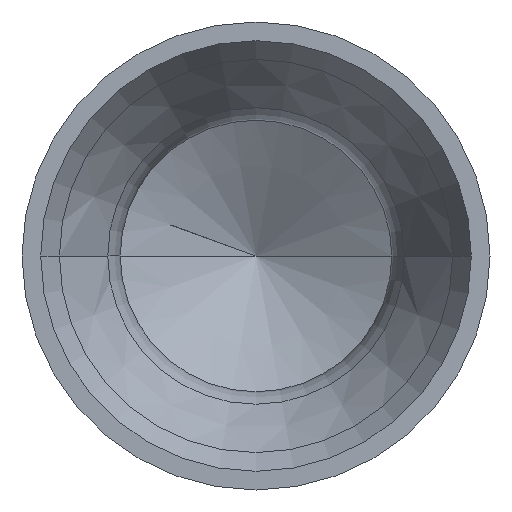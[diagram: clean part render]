
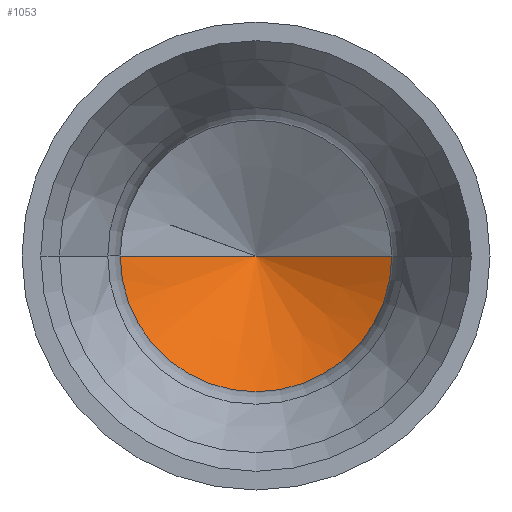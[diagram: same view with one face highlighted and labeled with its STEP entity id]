
A CAD part, front view. The second image highlights one B-rep face of the part: STEP entity #1053.
In plain terms, the highlighted conical face has half-angle 60 degrees and reference radius 0.374 mm.
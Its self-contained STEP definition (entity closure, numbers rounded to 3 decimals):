
#437=DIRECTION('',(-0.866,0.5,0.));
#438=VECTOR('',#437,0.837);
#439=CARTESIAN_POINT('',(0.725,-2.,0.));
#440=LINE('',#439,#438);
#441=CARTESIAN_POINT('',(0.,-2.,0.));
#442=DIRECTION('',(0.,1.,0.));
#443=DIRECTION('',(1.,0.,0.));
#444=AXIS2_PLACEMENT_3D('',#441,#442,#443);
#446=DIRECTION('',(0.866,0.5,0.));
#447=VECTOR('',#446,0.837);
#448=CARTESIAN_POINT('',(-0.725,-2.,0.));
#449=LINE('',#448,#447);
#586=CARTESIAN_POINT('',(0.725,-2.,0.));
#587=CARTESIAN_POINT('',(0.,-1.581,0.));
#588=VERTEX_POINT('',#586);
#589=VERTEX_POINT('',#587);
#590=CARTESIAN_POINT('',(-0.725,-2.,0.));
#591=VERTEX_POINT('',#590);
#1041=CARTESIAN_POINT('',(0.,-1.798,0.));
#1042=DIRECTION('',(0.,-1.,0.));
#1043=DIRECTION('',(-1.,0.,0.));
#1044=AXIS2_PLACEMENT_3D('',#1041,#1042,#1043);
#1045=CONICAL_SURFACE('',#1044,0.375,60.);
#1047=ORIENTED_EDGE('',*,*,#1046,.F.);
#1048=ORIENTED_EDGE('',*,*,#1010,.T.);
#1050=ORIENTED_EDGE('',*,*,#1049,.T.);
#1051=EDGE_LOOP('',(#1047,#1048,#1050));
#1052=FACE_OUTER_BOUND('',#1051,.F.);
#445=CIRCLE('',#444,0.725);
#1010=EDGE_CURVE('',#588,#591,#445,.T.);
#1046=EDGE_CURVE('',#588,#589,#440,.T.);
#1049=EDGE_CURVE('',#591,#589,#449,.T.);
#1053=ADVANCED_FACE('',(#1052),#1045,.F.);
